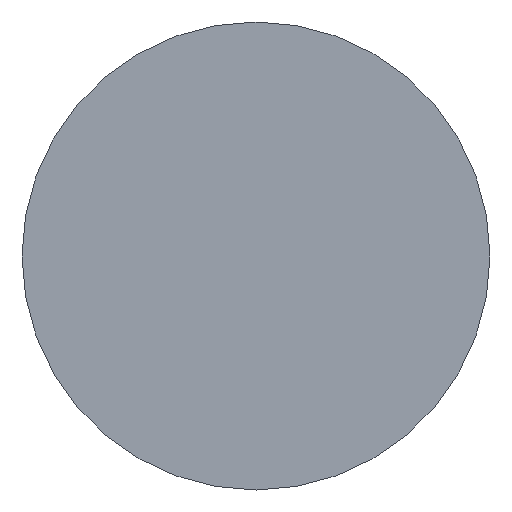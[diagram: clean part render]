
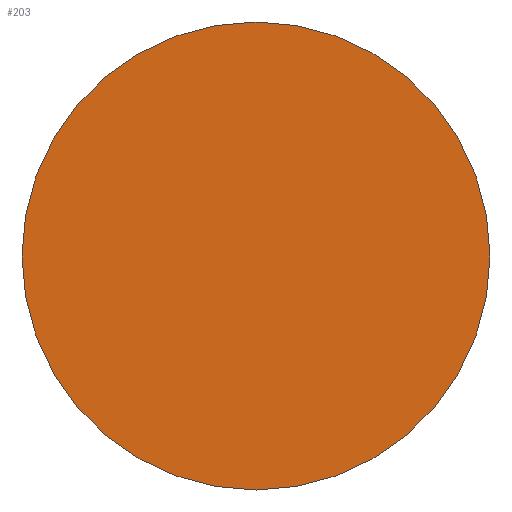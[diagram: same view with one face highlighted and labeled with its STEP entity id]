
A CAD part, front view. The second image highlights one B-rep face of the part: STEP entity #203.
In plain terms, the highlighted planar face has unit normal (0, -1, 0).
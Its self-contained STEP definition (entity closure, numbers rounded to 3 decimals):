
#121=VERTEX_POINT('',#298);
#147=VERTEX_POINT('',#326);
#195=EDGE_CURVE('',#147,#121,#382,.T.);
#203=ADVANCED_FACE('',(#391),#392,.T.);
#209=EDGE_CURVE('',#121,#147,#399,.T.);
#298=CARTESIAN_POINT('',(-15.0,-30.0,0.));
#326=CARTESIAN_POINT('',(15.0,-30.0,0.));
#382=CIRCLE('',#600,15.0);
#391=FACE_OUTER_BOUND('',#610,.T.);
#392=PLANE('',#611);
#399=CIRCLE('',#621,15.0);
#600=AXIS2_PLACEMENT_3D('',#822,#823,#824);
#610=EDGE_LOOP('',(#837,#838));
#611=AXIS2_PLACEMENT_3D('',#839,#840,#841);
#621=AXIS2_PLACEMENT_3D('',#851,#852,#853);
#822=CARTESIAN_POINT('',(0.0,-30.0,0.));
#823=DIRECTION('',(0.0,-1.0,0.));
#824=DIRECTION('',(1.0,0.0,0.0));
#837=ORIENTED_EDGE('',*,*,#195,.T.);
#838=ORIENTED_EDGE('',*,*,#209,.T.);
#839=CARTESIAN_POINT('',(0.0,-30.0,0.));
#840=DIRECTION('',(0.0,-1.0,0.));
#841=DIRECTION('',(1.0,0.0,0.0));
#851=CARTESIAN_POINT('',(0.0,-30.0,0.));
#852=DIRECTION('',(0.0,-1.0,0.));
#853=DIRECTION('',(1.0,0.0,0.0));
